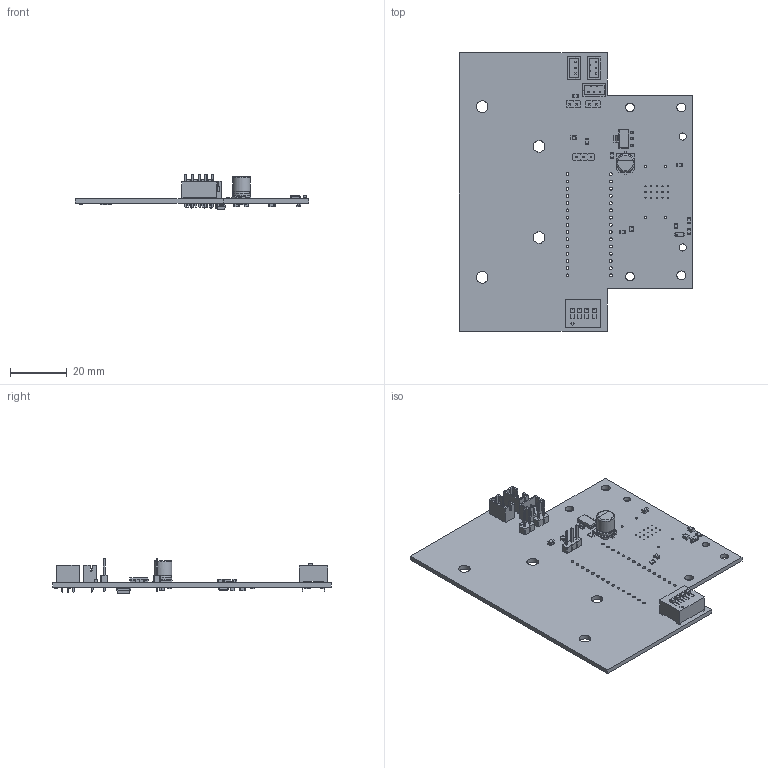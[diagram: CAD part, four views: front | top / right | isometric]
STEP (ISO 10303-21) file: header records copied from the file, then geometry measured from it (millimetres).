
FILE_DESCRIPTION(('KiCad electronic assembly'),'2;1');
FILE_NAME('CalkaBot_PCB.step','2024-11-11T17:17:41',('Pcbnew'),('Kicad') ,'Open CASCADE STEP processor 7.7','KiCad to STEP converter','Unknown' );
FILE_SCHEMA(('AUTOMOTIVE_DESIGN { 1 0 10303 214 1 1 1 1 }'));
Length unit declared in the file: millimetre
Products named in the file (24): CalkaBot_PCB 1; LED_0805_2012Metric; CP_Elec_6.3x7.7; CP_Elec_63x77; SOT-223; SOT_223; C_0805_2012Metric; SW_DIP_SPSTx04_Slide_9.78x12.34mm_W7.62mm_P2.54mm; SW_DIP_SPSTx04_Slide_978x1234mm_W762mm_P254mm; R_0805_2012Metric; PinHeader_1x02_P2.54mm_Vertical; PinHeader_1x02_P254mm_Vertical; PinHeader_1x03_P2.54mm_Vertical; PinHeader_1x03_P254mm_Vertical; JST_PH_B3B-PH-K_1x03_P2.00mm_Vertical; JST_B3B_PH_K; D_SOD-123; D_SOD_123; D_SMA; CalkaBot_PCB_PCB
Assembly tree (44 placements, depth 3):
  CalkaBot_PCB 1
    LED_0805_2012Metric
      LED_0805_2012Metric
    CP_Elec_6.3x7.7
      CP_Elec_63x77
    SOT-223
      SOT_223
    C_0805_2012Metric  x10
      C_0805_2012Metric
    SW_DIP_SPSTx04_Slide_9.78x12.34mm_W7.62mm_P2.54mm
      SW_DIP_SPSTx04_Slide_978x1234mm_W762mm_P254mm
    R_0805_2012Metric  x9
      R_0805_2012Metric
    PinHeader_1x02_P2.54mm_Vertical  x2
      PinHeader_1x02_P254mm_Vertical
    PinHeader_1x03_P2.54mm_Vertical
      PinHeader_1x03_P254mm_Vertical
    JST_PH_B3B-PH-K_1x03_P2.00mm_Vertical  x3
      JST_B3B_PH_K
    D_SOD-123  x2
      D_SOD_123
    D_SMA
      D_SMA
    CalkaBot_PCB_PCB
Bounding box: 82 x 98 x 12.46 mm (x, y, z)
Volume: 12677 mm3; surface area: 17657.6 mm2
Topology: 33 solids, 33 shells, 1629 faces, 4212 edges, 2716 vertices
Faces by surface type: plane 1201, cylinder 343, bspline 80, torus 4, revolution 1
Full cylindrical faces by diameter (mm): 0.4 x15, 0.75 x9, 0.762 x4, 0.8 x8, 1 x37, 2.5 x2, 3.1 x4, 4.1 x4, 6.3 x2
Entity records: 30256 total; most frequent: CARTESIAN_POINT 4694, ORIENTED_EDGE 4180, DIRECTION 3937, EDGE_CURVE 2090, LINE 1686, VECTOR 1686, VERTEX_POINT 1340, AXIS2_PLACEMENT_3D 1125
